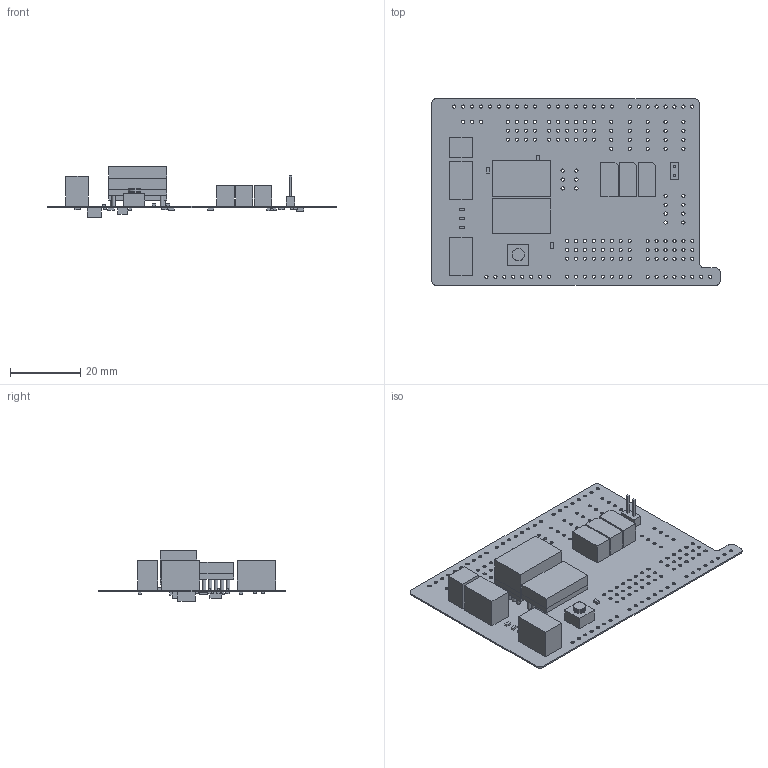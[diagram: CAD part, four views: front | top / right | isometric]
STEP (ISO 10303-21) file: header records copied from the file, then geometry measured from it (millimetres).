
FILE_DESCRIPTION(('Open CASCADE Model'),'2;1');
FILE_NAME('Open CASCADE Shape Model','2024-04-04T09:39:23',('Author'),( 'Open CASCADE'),'Open CASCADE STEP processor 7.5','Open CASCADE 7.5' ,'Unknown');
FILE_SCHEMA(('AUTOMOTIVE_DESIGN { 1 0 10303 214 1 1 1 1 }'));
Length unit declared in the file: millimetre
Products named in the file (86): PCB; Board; Open CASCADE STEP translator 7.5 4.1.1; U4; 5758464976; Extruded; R10; 5758460256; R9; 5758459936; U3; 5758465856; C6; 5758460096; C5; P15; 7214052384; Q1; 5758550512; P13; 5758466656; FE3; 5758543632; FE2; 5758458896; FE1; S1; 5758464816; 5758465776; P10; 5758466016; R6; P9; P8; P7; J1; 5758465456; 5760691056; C4; 5758543152 ...
Assembly tree (117 placements, depth 4):
  PCB
    Board
      Open CASCADE STEP translator 7.5 4.1.1
    U4
      5758464976
        Extruded
    R10
      5758460256
        Extruded
    R9
      5758459936
        Extruded
    U3
      5758465856
        Extruded
    C6
      5758460096
        Extruded
    C5
      5758460096
        Extruded
    P15
      7214052384
        Extruded
    Q1
      5758550512
        Extruded
    P13
      5758466656
        Extruded
    FE3
      5758543632
        Extruded
    FE2
      5758458896
        Extruded
    FE1
      5758543632
        Extruded
    S1
      5758464816
        Extruded
      5758465776
        Extruded
    P10
      5758466016
        Extruded
    R6
      5758460256
        Extruded
    P9
      5758466016
        Extruded
    P8
      7214052384
        Extruded
    P7
      7214052384
        Extruded
    J1
Bounding box: 82 x 53 x 14.38 mm (x, y, z)
Volume: 6731.6 mm3; surface area: 13400.7 mm2
Topology: 56 solids, 56 shells, 556 faces, 1332 edges, 888 vertices
Faces by surface type: plane 343, cylinder 213
Full cylindrical faces by diameter (mm): 0.8 x9, 0.9 x161, 1 x25, 1.1 x12
Entity records: 14724 total; most frequent: DIRECTION 2411, CARTESIAN_POINT 2176, ORIENTED_EDGE 2010, EDGE_CURVE 1005, AXIS2_PLACEMENT_3D 905, FACE_BOUND 773, EDGE_LOOP 773, VERTEX_POINT 670
